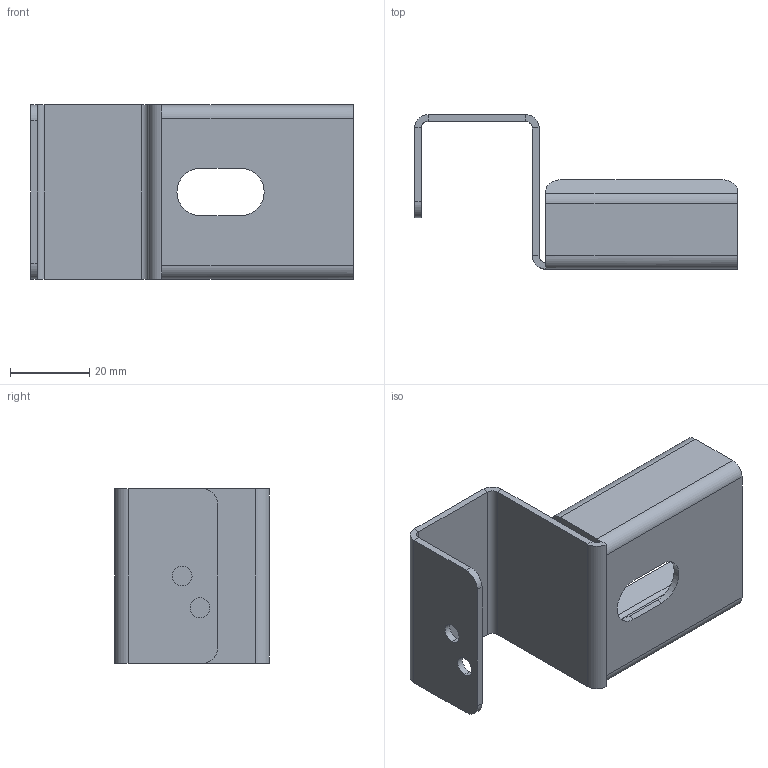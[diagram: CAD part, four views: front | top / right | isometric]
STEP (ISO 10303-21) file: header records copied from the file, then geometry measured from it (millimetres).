
FILE_DESCRIPTION((''),'2;1');
FILE_NAME('14023','2022-09-19T11:05:29',('PredragRovcanin'),('Audax d.o.o.'),'CREO PARAMETRIC BY PTC INC, 2020281','CREO PARAMETRIC BY PTC INC, 2020281','');
FILE_SCHEMA(('AUTOMOTIVE_DESIGN { 1 0 10303 214 1 1 1 1 }'));
Length unit declared in the file: millimetre
Products named in the file (1): 14023
Bounding box: 81.4 x 39 x 44 mm (x, y, z)
Volume: 13383.6 mm3; surface area: 16669.2 mm2
Topology: 1 solids, 1 shells, 80 faces, 186 edges, 132 vertices
Faces by surface type: plane 54, cylinder 26
Entity records: 3544 total; most frequent: DIRECTION 404, CARTESIAN_POINT 385, ORIENTED_EDGE 356, COLOUR_RGB 320, PRESENTATION_STYLE_ASSIGNMENT 186, STYLED_ITEM 186, CURVE_STYLE 185, EDGE_CURVE 178
